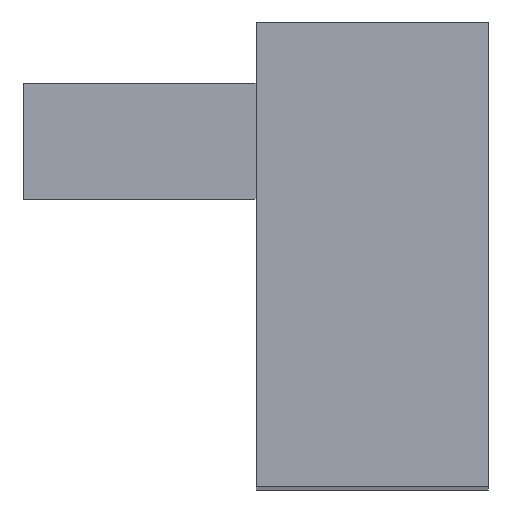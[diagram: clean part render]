
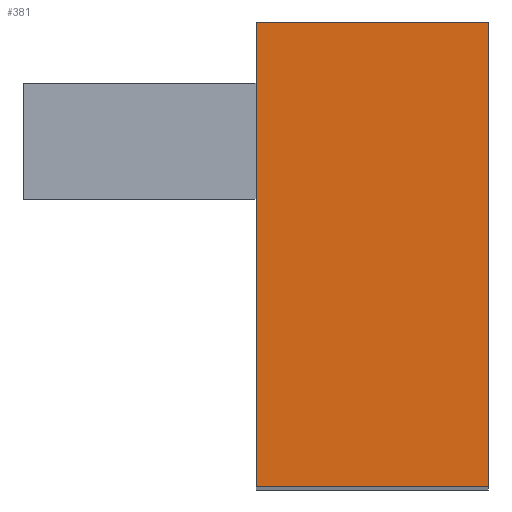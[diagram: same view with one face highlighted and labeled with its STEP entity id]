
A CAD part, top view. The second image highlights one B-rep face of the part: STEP entity #381.
In plain terms, the highlighted planar face has unit normal (0, 0, 1).
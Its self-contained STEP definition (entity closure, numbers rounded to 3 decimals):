
#24 = VECTOR ( 'NONE', #506, 1000. ) ;
#39 = CARTESIAN_POINT ( 'NONE',  ( 38., -2., 17. ) ) ;
#41 = DIRECTION ( 'NONE',  ( -1., 0., 0. ) ) ;
#65 = EDGE_CURVE ( 'NONE', #172, #293, #206, .T. ) ;
#73 = CARTESIAN_POINT ( 'NONE',  ( 34., 6., 17. ) ) ;
#96 = VERTEX_POINT ( 'NONE', #39 ) ;
#111 = ORIENTED_EDGE ( 'NONE', *, *, #204, .T. ) ;
#152 = EDGE_LOOP ( 'NONE', ( #235, #111, #467, #377 ) ) ;
#172 = VERTEX_POINT ( 'NONE', #73 ) ;
#175 = CARTESIAN_POINT ( 'NONE',  ( 34., -2., 17. ) ) ;
#176 = FACE_OUTER_BOUND ( 'NONE', #152, .T. ) ;
#197 = LINE ( 'NONE', #175, #340 ) ;
#201 = LINE ( 'NONE', #459, #24 ) ;
#202 = AXIS2_PLACEMENT_3D ( 'NONE', #434, #478, #425 ) ;
#204 = EDGE_CURVE ( 'NONE', #233, #172, #201, .T. ) ;
#206 = LINE ( 'NONE', #210, #314 ) ;
#210 = CARTESIAN_POINT ( 'NONE',  ( 34., 6., 17. ) ) ;
#215 = CARTESIAN_POINT ( 'NONE',  ( 38., 6., 17. ) ) ;
#217 = VECTOR ( 'NONE', #310, 1000. ) ;
#233 = VERTEX_POINT ( 'NONE', #215 ) ;
#235 = ORIENTED_EDGE ( 'NONE', *, *, #497, .F. ) ;
#283 = EDGE_CURVE ( 'NONE', #96, #293, #197, .T. ) ;
#286 = LINE ( 'NONE', #439, #217 ) ;
#293 = VERTEX_POINT ( 'NONE', #367 ) ;
#310 = DIRECTION ( 'NONE',  ( 0., -1., 0. ) ) ;
#314 = VECTOR ( 'NONE', #499, 1000. ) ;
#340 = VECTOR ( 'NONE', #41, 1000. ) ;
#344 = PLANE ( 'NONE',  #202 ) ;
#367 = CARTESIAN_POINT ( 'NONE',  ( 34., -2., 17. ) ) ;
#377 = ORIENTED_EDGE ( 'NONE', *, *, #283, .F. ) ;
#381 = ADVANCED_FACE ( 'NONE', ( #176 ), #344, .T. ) ;
#425 = DIRECTION ( 'NONE',  ( 1., 0., 0. ) ) ;
#434 = CARTESIAN_POINT ( 'NONE',  ( 34., 6., 17. ) ) ;
#439 = CARTESIAN_POINT ( 'NONE',  ( 38., 2., 17. ) ) ;
#459 = CARTESIAN_POINT ( 'NONE',  ( 34., 6., 17. ) ) ;
#467 = ORIENTED_EDGE ( 'NONE', *, *, #65, .T. ) ;
#478 = DIRECTION ( 'NONE',  ( 0., 0., 1. ) ) ;
#497 = EDGE_CURVE ( 'NONE', #233, #96, #286, .T. ) ;
#499 = DIRECTION ( 'NONE',  ( 0., -1., 0. ) ) ;
#506 = DIRECTION ( 'NONE',  ( -1., 0., 0. ) ) ;
